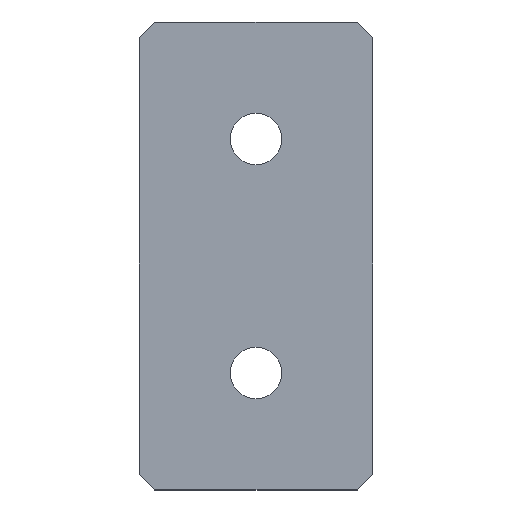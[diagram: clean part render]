
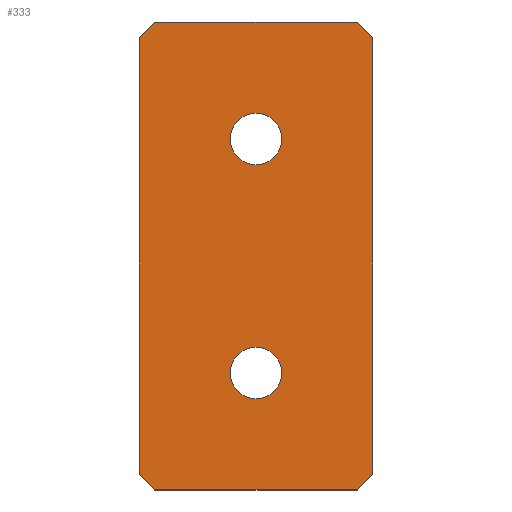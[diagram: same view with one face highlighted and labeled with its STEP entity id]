
A CAD part, top view. The second image highlights one B-rep face of the part: STEP entity #333.
In plain terms, the highlighted planar face has unit normal (0, 0, 1).
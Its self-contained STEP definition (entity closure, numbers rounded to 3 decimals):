
#15 = PLANE ( 'NONE',  #323 ) ;
#16 = DIRECTION ( 'NONE',  ( 0., 1., 0. ) ) ;
#19 = AXIS2_PLACEMENT_3D ( 'NONE', #191, #106, #329 ) ;
#25 = VECTOR ( 'NONE', #139, 1000. ) ;
#37 = EDGE_CURVE ( 'NONE', #344, #210, #147, .T. ) ;
#38 = DIRECTION ( 'NONE',  ( -0.707, -0.707, 0. ) ) ;
#43 = DIRECTION ( 'NONE',  ( 1., 0., 0. ) ) ;
#47 = CIRCLE ( 'NONE', #19, 3.3 ) ;
#48 = FACE_OUTER_BOUND ( 'NONE', #474, .T. ) ;
#53 = CARTESIAN_POINT ( 'NONE',  ( -3.3, 15., 2. ) ) ;
#60 = EDGE_CURVE ( 'NONE', #276, #294, #462, .T. ) ;
#62 = VECTOR ( 'NONE', #345, 1000. ) ;
#65 = ORIENTED_EDGE ( 'NONE', *, *, #132, .T. ) ;
#66 = VERTEX_POINT ( 'NONE', #280 ) ;
#75 = VECTOR ( 'NONE', #184, 1000. ) ;
#84 = DIRECTION ( 'NONE',  ( 0., 0., 1. ) ) ;
#85 = VERTEX_POINT ( 'NONE', #440 ) ;
#86 = CARTESIAN_POINT ( 'NONE',  ( 3.3, -15., 2. ) ) ;
#89 = FACE_BOUND ( 'NONE', #152, .T. ) ;
#99 = DIRECTION ( 'NONE',  ( -1., 0., 0. ) ) ;
#100 = CIRCLE ( 'NONE', #198, 3.3 ) ;
#106 = DIRECTION ( 'NONE',  ( 0., 0., 1. ) ) ;
#110 = EDGE_CURVE ( 'NONE', #294, #276, #443, .T. ) ;
#111 = ORIENTED_EDGE ( 'NONE', *, *, #110, .F. ) ;
#115 = CARTESIAN_POINT ( 'NONE',  ( -15., 30., 2. ) ) ;
#117 = EDGE_CURVE ( 'NONE', #314, #143, #442, .T. ) ;
#123 = VECTOR ( 'NONE', #38, 1000. ) ;
#132 = EDGE_CURVE ( 'NONE', #66, #350, #134, .T. ) ;
#134 = LINE ( 'NONE', #205, #62 ) ;
#139 = DIRECTION ( 'NONE',  ( -0.707, 0.707, 0. ) ) ;
#142 = VERTEX_POINT ( 'NONE', #170 ) ;
#143 = VERTEX_POINT ( 'NONE', #342 ) ;
#144 = DIRECTION ( 'NONE',  ( 0.707, -0.707, 0. ) ) ;
#145 = VECTOR ( 'NONE', #16, 1000. ) ;
#147 = LINE ( 'NONE', #186, #145 ) ;
#152 = EDGE_LOOP ( 'NONE', ( #284, #261 ) ) ;
#154 = VERTEX_POINT ( 'NONE', #86 ) ;
#155 = DIRECTION ( 'NONE',  ( -1., 0., 0. ) ) ;
#159 = DIRECTION ( 'NONE',  ( 0., 0., 1. ) ) ;
#163 = ORIENTED_EDGE ( 'NONE', *, *, #411, .T. ) ;
#164 = VECTOR ( 'NONE', #480, 1000. ) ;
#170 = CARTESIAN_POINT ( 'NONE',  ( 13., 30., 2. ) ) ;
#177 = ORIENTED_EDGE ( 'NONE', *, *, #275, .T. ) ;
#178 = CARTESIAN_POINT ( 'NONE',  ( -15., -28., 2. ) ) ;
#179 = VECTOR ( 'NONE', #155, 1000. ) ;
#184 = DIRECTION ( 'NONE',  ( 0.707, 0.707, 0. ) ) ;
#186 = CARTESIAN_POINT ( 'NONE',  ( 15., -30., 2. ) ) ;
#191 = CARTESIAN_POINT ( 'NONE',  ( 0., -15., 2. ) ) ;
#198 = AXIS2_PLACEMENT_3D ( 'NONE', #349, #84, #340 ) ;
#201 = CARTESIAN_POINT ( 'NONE',  ( -15., 28., 2. ) ) ;
#203 = CARTESIAN_POINT ( 'NONE',  ( 0., 15., 2. ) ) ;
#205 = CARTESIAN_POINT ( 'NONE',  ( -15., -30., 2. ) ) ;
#210 = VERTEX_POINT ( 'NONE', #381 ) ;
#217 = DIRECTION ( 'NONE',  ( 0., 0., -1. ) ) ;
#226 = ORIENTED_EDGE ( 'NONE', *, *, #117, .T. ) ;
#234 = AXIS2_PLACEMENT_3D ( 'NONE', #271, #159, #375 ) ;
#235 = CARTESIAN_POINT ( 'NONE',  ( -15., -30., 2. ) ) ;
#236 = EDGE_CURVE ( 'NONE', #143, #344, #463, .T. ) ;
#246 = FACE_BOUND ( 'NONE', #266, .T. ) ;
#252 = ORIENTED_EDGE ( 'NONE', *, *, #37, .T. ) ;
#261 = ORIENTED_EDGE ( 'NONE', *, *, #436, .F. ) ;
#266 = EDGE_LOOP ( 'NONE', ( #368, #111 ) ) ;
#267 = VECTOR ( 'NONE', #144, 1000. ) ;
#271 = CARTESIAN_POINT ( 'NONE',  ( 0., 15., 2. ) ) ;
#275 = EDGE_CURVE ( 'NONE', #210, #142, #282, .T. ) ;
#276 = VERTEX_POINT ( 'NONE', #412 ) ;
#280 = CARTESIAN_POINT ( 'NONE',  ( -15., 28., 2. ) ) ;
#282 = LINE ( 'NONE', #318, #25 ) ;
#284 = ORIENTED_EDGE ( 'NONE', *, *, #481, .F. ) ;
#287 = VERTEX_POINT ( 'NONE', #389 ) ;
#292 = EDGE_CURVE ( 'NONE', #350, #314, #379, .T. ) ;
#294 = VERTEX_POINT ( 'NONE', #53 ) ;
#310 = DIRECTION ( 'NONE',  ( 0., 0., 1. ) ) ;
#313 = CARTESIAN_POINT ( 'NONE',  ( 15., -28., 2. ) ) ;
#314 = VERTEX_POINT ( 'NONE', #424 ) ;
#318 = CARTESIAN_POINT ( 'NONE',  ( 13., 30., 2. ) ) ;
#323 = AXIS2_PLACEMENT_3D ( 'NONE', #391, #217, #99 ) ;
#324 = LINE ( 'NONE', #115, #179 ) ;
#329 = DIRECTION ( 'NONE',  ( 1., 0., 0. ) ) ;
#333 = ADVANCED_FACE ( 'NONE', ( #246, #89, #48 ), #15, .F. ) ;
#340 = DIRECTION ( 'NONE',  ( 1., 0., 0. ) ) ;
#342 = CARTESIAN_POINT ( 'NONE',  ( 13., -30., 2. ) ) ;
#344 = VERTEX_POINT ( 'NONE', #313 ) ;
#345 = DIRECTION ( 'NONE',  ( 0., -1., 0. ) ) ;
#349 = CARTESIAN_POINT ( 'NONE',  ( 0., -15., 2. ) ) ;
#350 = VERTEX_POINT ( 'NONE', #178 ) ;
#351 = CARTESIAN_POINT ( 'NONE',  ( 15., -28., 2. ) ) ;
#354 = ORIENTED_EDGE ( 'NONE', *, *, #236, .T. ) ;
#360 = ORIENTED_EDGE ( 'NONE', *, *, #292, .T. ) ;
#368 = ORIENTED_EDGE ( 'NONE', *, *, #60, .F. ) ;
#375 = DIRECTION ( 'NONE',  ( 1., 0., 0. ) ) ;
#379 = LINE ( 'NONE', #386, #267 ) ;
#381 = CARTESIAN_POINT ( 'NONE',  ( 15., 28., 2. ) ) ;
#386 = CARTESIAN_POINT ( 'NONE',  ( -13., -30., 2. ) ) ;
#389 = CARTESIAN_POINT ( 'NONE',  ( -3.3, -15., 2. ) ) ;
#391 = CARTESIAN_POINT ( 'NONE',  ( 0., 0., 2. ) ) ;
#402 = LINE ( 'NONE', #201, #123 ) ;
#410 = AXIS2_PLACEMENT_3D ( 'NONE', #203, #310, #43 ) ;
#411 = EDGE_CURVE ( 'NONE', #142, #85, #324, .T. ) ;
#412 = CARTESIAN_POINT ( 'NONE',  ( 3.3, 15., 2. ) ) ;
#424 = CARTESIAN_POINT ( 'NONE',  ( -13., -30., 2. ) ) ;
#436 = EDGE_CURVE ( 'NONE', #287, #154, #47, .T. ) ;
#440 = CARTESIAN_POINT ( 'NONE',  ( -13., 30., 2. ) ) ;
#442 = LINE ( 'NONE', #235, #164 ) ;
#443 = CIRCLE ( 'NONE', #234, 3.3 ) ;
#452 = ORIENTED_EDGE ( 'NONE', *, *, #467, .T. ) ;
#462 = CIRCLE ( 'NONE', #410, 3.3 ) ;
#463 = LINE ( 'NONE', #351, #75 ) ;
#467 = EDGE_CURVE ( 'NONE', #85, #66, #402, .T. ) ;
#474 = EDGE_LOOP ( 'NONE', ( #65, #360, #226, #354, #252, #177, #163, #452 ) ) ;
#480 = DIRECTION ( 'NONE',  ( 1., 0., 0. ) ) ;
#481 = EDGE_CURVE ( 'NONE', #154, #287, #100, .T. ) ;
